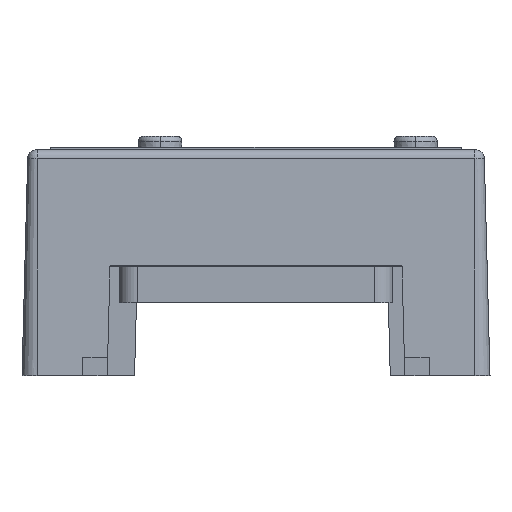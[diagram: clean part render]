
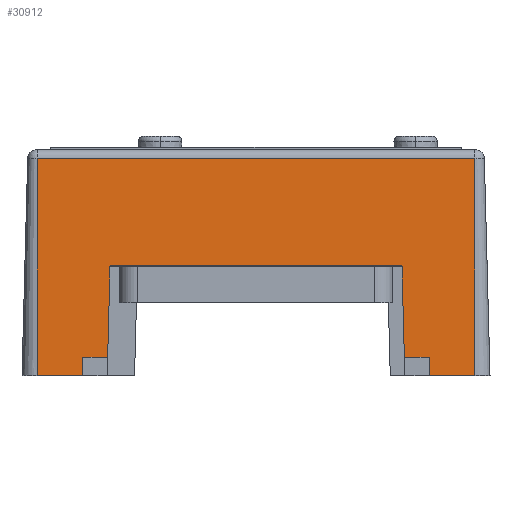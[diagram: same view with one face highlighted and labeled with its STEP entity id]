
A CAD part, top view. The second image highlights one B-rep face of the part: STEP entity #30912.
In plain terms, the highlighted planar face has unit normal (0, 0.026, 1).
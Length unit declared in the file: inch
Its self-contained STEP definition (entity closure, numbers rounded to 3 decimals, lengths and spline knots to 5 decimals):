
#111 = LINE ( 'NONE', #13040, #56872 ) ;
#771 = DIRECTION ( 'NONE',  ( 0.026, -0.999, 0.026 ) ) ;
#2358 = CARTESIAN_POINT ( 'NONE',  ( 0.37618, 0.99953, -0.28463 ) ) ;
#2944 = CARTESIAN_POINT ( 'NONE',  ( 0.37618, 0.57087, -0.27341 ) ) ;
#3780 = CARTESIAN_POINT ( 'NONE',  ( 0.37618, 1.0187, -0.28513 ) ) ;
#4647 = CARTESIAN_POINT ( 'NONE',  ( 0.75019, 0.57087, -0.27341 ) ) ;
#4915 = ORIENTED_EDGE ( 'NONE', *, *, #27974, .T. ) ;
#5156 = LINE ( 'NONE', #23007, #31287 ) ;
#5844 = ORIENTED_EDGE ( 'NONE', *, *, #54155, .T. ) ;
#6467 = CARTESIAN_POINT ( 'NONE',  ( 0.00216, 0.57087, -0.27341 ) ) ;
#6712 = LINE ( 'NONE', #15499, #56976 ) ;
#6860 = VECTOR ( 'NONE', #57065, 39.37008 ) ;
#6884 = EDGE_CURVE ( 'NONE', #33108, #24782, #53444, .T. ) ;
#7348 = LINE ( 'NONE', #2358, #31179 ) ;
#8657 = DIRECTION ( 'NONE',  ( -1., 0., 0. ) ) ;
#9255 = DIRECTION ( 'NONE',  ( 0., 1., -0.026 ) ) ;
#11271 = EDGE_LOOP ( 'NONE', ( #42204, #4915, #35957, #13675, #57350, #23369, #46944, #27100, #5844, #37616, #30822, #25219 ) ) ;
#11743 = VECTOR ( 'NONE', #43338, 39.37008 ) ;
#11759 = LINE ( 'NONE', #2944, #6860 ) ;
#11933 = CARTESIAN_POINT ( 'NONE',  ( 0.69114, 0.76772, -0.27856 ) ) ;
#12671 = EDGE_CURVE ( 'NONE', #52830, #24782, #33665, .T. ) ;
#13040 = CARTESIAN_POINT ( 'NONE',  ( 0.37618, 0.76772, -0.27856 ) ) ;
#13644 = LINE ( 'NONE', #49030, #37515 ) ;
#13675 = ORIENTED_EDGE ( 'NONE', *, *, #12671, .T. ) ;
#14280 = LINE ( 'NONE', #49959, #18760 ) ;
#14564 = CARTESIAN_POINT ( 'NONE',  ( 0.75123, 0.5315, -0.27238 ) ) ;
#14761 = AXIS2_PLACEMENT_3D ( 'NONE', #3780, #49132, #57611 ) ;
#15321 = VECTOR ( 'NONE', #35451, 39.37008 ) ;
#15499 = CARTESIAN_POINT ( 'NONE',  ( 0.37618, 0.57087, -0.27341 ) ) ;
#15691 = EDGE_CURVE ( 'NONE', #36089, #26678, #18979, .T. ) ;
#16606 = EDGE_CURVE ( 'NONE', #16700, #36089, #30157, .T. ) ;
#16700 = VERTEX_POINT ( 'NONE', #4647 ) ;
#16995 = PLANE ( 'NONE',  #14761 ) ;
#17632 = CARTESIAN_POINT ( 'NONE',  ( -0.09626, 1.0187, -0.28513 ) ) ;
#18433 = EDGE_CURVE ( 'NONE', #22974, #25060, #111, .T. ) ;
#18760 = VECTOR ( 'NONE', #38080, 39.37008 ) ;
#18793 = DIRECTION ( 'NONE',  ( -1., 0., 0. ) ) ;
#18979 = LINE ( 'NONE', #19845, #38716 ) ;
#19845 = CARTESIAN_POINT ( 'NONE',  ( 0.37618, 0.5315, -0.27238 ) ) ;
#20276 = EDGE_CURVE ( 'NONE', #25060, #33471, #14280, .T. ) ;
#20775 = FACE_OUTER_BOUND ( 'NONE', #11271, .T. ) ;
#20812 = EDGE_CURVE ( 'NONE', #26678, #42423, #13644, .T. ) ;
#21378 = DIRECTION ( 'NONE',  ( -1., 0., 0. ) ) ;
#22974 = VERTEX_POINT ( 'NONE', #11933 ) ;
#23007 = CARTESIAN_POINT ( 'NONE',  ( 0.68436, 1.02677, -0.28534 ) ) ;
#23369 = ORIENTED_EDGE ( 'NONE', *, *, #34253, .F. ) ;
#23944 = DIRECTION ( 'NONE',  ( 1., 0., 0. ) ) ;
#24437 = VERTEX_POINT ( 'NONE', #27594 ) ;
#24782 = VERTEX_POINT ( 'NONE', #34516 ) ;
#25060 = VERTEX_POINT ( 'NONE', #34447 ) ;
#25219 = ORIENTED_EDGE ( 'NONE', *, *, #15691, .T. ) ;
#25442 = DIRECTION ( 'NONE',  ( 1., 0., 0. ) ) ;
#26678 = VERTEX_POINT ( 'NONE', #38862 ) ;
#27100 = ORIENTED_EDGE ( 'NONE', *, *, #18433, .F. ) ;
#27594 = CARTESIAN_POINT ( 'NONE',  ( -0.09626, 0.99953, -0.28463 ) ) ;
#27974 = EDGE_CURVE ( 'NONE', #42423, #24437, #7348, .T. ) ;
#29259 = CARTESIAN_POINT ( 'NONE',  ( 0.37618, 0.5315, -0.27238 ) ) ;
#30157 = LINE ( 'NONE', #39509, #11743 ) ;
#30822 = ORIENTED_EDGE ( 'NONE', *, *, #16606, .T. ) ;
#30912 = ADVANCED_FACE ( 'NONE', ( #20775 ), #16995, .T. ) ;
#31179 = VECTOR ( 'NONE', #21378, 39.37008 ) ;
#31287 = VECTOR ( 'NONE', #771, 39.37008 ) ;
#33034 = CARTESIAN_POINT ( 'NONE',  ( 0.69629, 0.57087, -0.27341 ) ) ;
#33108 = VERTEX_POINT ( 'NONE', #6467 ) ;
#33471 = VERTEX_POINT ( 'NONE', #45887 ) ;
#33472 = VERTEX_POINT ( 'NONE', #33034 ) ;
#33665 = LINE ( 'NONE', #29259, #48843 ) ;
#34253 = EDGE_CURVE ( 'NONE', #33471, #33108, #11759, .T. ) ;
#34447 = CARTESIAN_POINT ( 'NONE',  ( 0.06122, 0.76772, -0.27856 ) ) ;
#34516 = CARTESIAN_POINT ( 'NONE',  ( 0.00113, 0.5315, -0.27238 ) ) ;
#35321 = DIRECTION ( 'NONE',  ( -0.026, -0.999, 0.026 ) ) ;
#35451 = DIRECTION ( 'NONE',  ( 0., -1., 0.026 ) ) ;
#35957 = ORIENTED_EDGE ( 'NONE', *, *, #55765, .T. ) ;
#36089 = VERTEX_POINT ( 'NONE', #14564 ) ;
#37515 = VECTOR ( 'NONE', #9255, 39.37008 ) ;
#37616 = ORIENTED_EDGE ( 'NONE', *, *, #48540, .F. ) ;
#38080 = DIRECTION ( 'NONE',  ( -0.026, -0.999, 0.026 ) ) ;
#38549 = CARTESIAN_POINT ( 'NONE',  ( 0.84862, 0.99953, -0.28463 ) ) ;
#38716 = VECTOR ( 'NONE', #23944, 39.37008 ) ;
#38862 = CARTESIAN_POINT ( 'NONE',  ( 0.84862, 0.5315, -0.27238 ) ) ;
#39509 = CARTESIAN_POINT ( 'NONE',  ( 0.73822, 1.02817, -0.28538 ) ) ;
#42204 = ORIENTED_EDGE ( 'NONE', *, *, #20812, .T. ) ;
#42423 = VERTEX_POINT ( 'NONE', #38549 ) ;
#43338 = DIRECTION ( 'NONE',  ( 0.026, -0.999, 0.026 ) ) ;
#44674 = CARTESIAN_POINT ( 'NONE',  ( 0.00237, 0.57889, -0.27362 ) ) ;
#45306 = CARTESIAN_POINT ( 'NONE',  ( -0.09626, 0.5315, -0.27238 ) ) ;
#45887 = CARTESIAN_POINT ( 'NONE',  ( 0.05606, 0.57087, -0.27341 ) ) ;
#46944 = ORIENTED_EDGE ( 'NONE', *, *, #20276, .F. ) ;
#48540 = EDGE_CURVE ( 'NONE', #16700, #33472, #6712, .T. ) ;
#48843 = VECTOR ( 'NONE', #25442, 39.37008 ) ;
#49030 = CARTESIAN_POINT ( 'NONE',  ( 0.84862, 1.0187, -0.28513 ) ) ;
#49132 = DIRECTION ( 'NONE',  ( 0., 0.026, 1. ) ) ;
#49959 = CARTESIAN_POINT ( 'NONE',  ( 0.06143, 0.77561, -0.27877 ) ) ;
#50495 = VECTOR ( 'NONE', #35321, 39.37008 ) ;
#52830 = VERTEX_POINT ( 'NONE', #45306 ) ;
#53444 = LINE ( 'NONE', #44674, #50495 ) ;
#54155 = EDGE_CURVE ( 'NONE', #22974, #33472, #5156, .T. ) ;
#55765 = EDGE_CURVE ( 'NONE', #24437, #52830, #57123, .T. ) ;
#56872 = VECTOR ( 'NONE', #8657, 39.37008 ) ;
#56976 = VECTOR ( 'NONE', #18793, 39.37008 ) ;
#57065 = DIRECTION ( 'NONE',  ( -1., 0., 0. ) ) ;
#57123 = LINE ( 'NONE', #17632, #15321 ) ;
#57350 = ORIENTED_EDGE ( 'NONE', *, *, #6884, .F. ) ;
#57611 = DIRECTION ( 'NONE',  ( 0., 1., -0.026 ) ) ;
